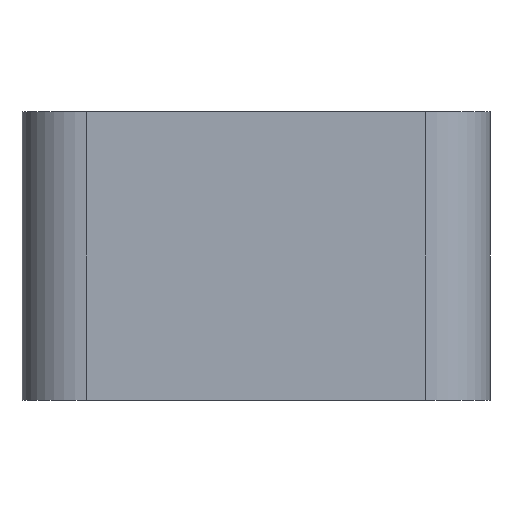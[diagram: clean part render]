
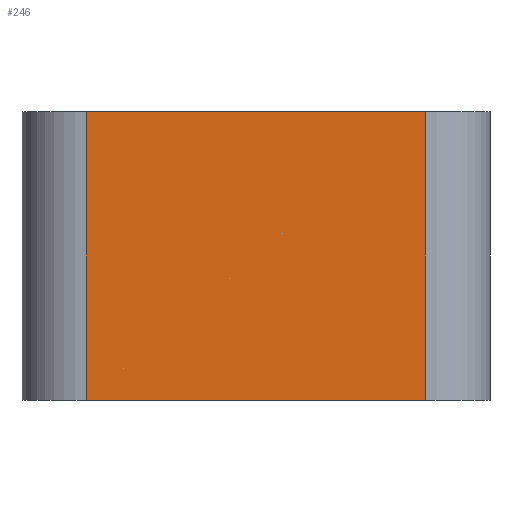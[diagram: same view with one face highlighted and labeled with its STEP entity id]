
A CAD part, left-side view. The second image highlights one B-rep face of the part: STEP entity #246.
In plain terms, the highlighted planar face has unit normal (-1, 0, 0).
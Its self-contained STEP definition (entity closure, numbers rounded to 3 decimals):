
#20=PLANE('',#281);
#31=FACE_OUTER_BOUND('',#48,.T.);
#48=EDGE_LOOP('',(#180,#181,#182,#183));
#64=LINE('',#403,#83);
#65=LINE('',#405,#84);
#66=LINE('',#407,#85);
#67=LINE('',#408,#86);
#83=VECTOR('',#326,10.);
#84=VECTOR('',#327,10.);
#85=VECTOR('',#328,10.);
#86=VECTOR('',#329,10.);
#119=VERTEX_POINT('',#401);
#120=VERTEX_POINT('',#402);
#121=VERTEX_POINT('',#404);
#122=VERTEX_POINT('',#406);
#143=EDGE_CURVE('',#119,#120,#64,.T.);
#144=EDGE_CURVE('',#119,#121,#65,.T.);
#145=EDGE_CURVE('',#122,#121,#66,.T.);
#146=EDGE_CURVE('',#120,#122,#67,.T.);
#180=ORIENTED_EDGE('',*,*,#143,.F.);
#181=ORIENTED_EDGE('',*,*,#144,.T.);
#182=ORIENTED_EDGE('',*,*,#145,.F.);
#183=ORIENTED_EDGE('',*,*,#146,.F.);
#246=ADVANCED_FACE('',(#31),#20,.T.);
#281=AXIS2_PLACEMENT_3D('',#400,#324,#325);
#324=DIRECTION('center_axis',(-1.,0.,0.));
#325=DIRECTION('ref_axis',(0.,-1.,0.));
#326=DIRECTION('',(0.,1.,0.));
#327=DIRECTION('',(0.,0.,1.));
#328=DIRECTION('',(0.,-1.,0.));
#329=DIRECTION('',(0.,0.,1.));
#400=CARTESIAN_POINT('Origin',(-3.65,2.65,0.));
#401=CARTESIAN_POINT('',(-3.65,-2.65,0.));
#402=CARTESIAN_POINT('',(-3.65,2.65,0.));
#403=CARTESIAN_POINT('',(-3.65,-2.65,0.));
#404=CARTESIAN_POINT('',(-3.65,-2.65,4.5));
#405=CARTESIAN_POINT('',(-3.65,-2.65,0.));
#406=CARTESIAN_POINT('',(-3.65,2.65,4.5));
#407=CARTESIAN_POINT('',(-3.65,-2.65,4.5));
#408=CARTESIAN_POINT('',(-3.65,2.65,0.));
